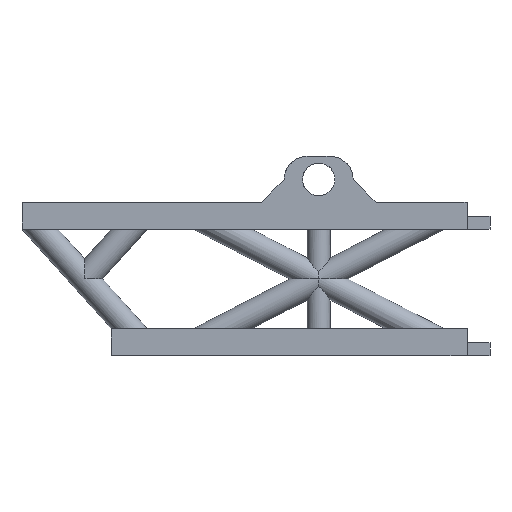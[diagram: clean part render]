
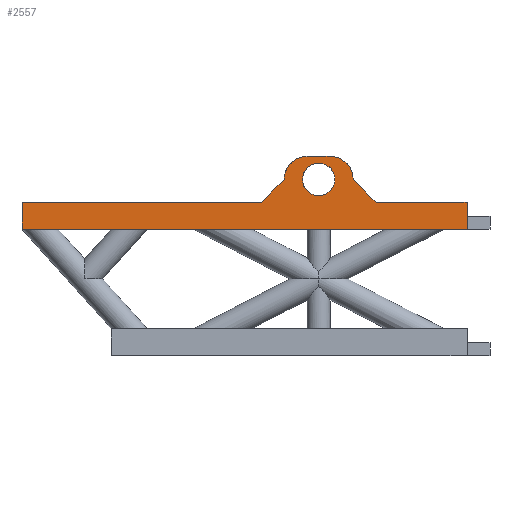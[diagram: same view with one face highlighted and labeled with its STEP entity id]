
A CAD part, left-side view. The second image highlights one B-rep face of the part: STEP entity #2557.
In plain terms, the highlighted planar face has unit normal (-1, 0, 0).
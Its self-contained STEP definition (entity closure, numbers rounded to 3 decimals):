
#197=FACE_BOUND('',#415,.T.);
#217=CIRCLE('',#2715,6.);
#220=CIRCLE('',#2727,6.);
#221=CIRCLE('',#2728,4.25);
#275=FACE_OUTER_BOUND('',#414,.T.);
#414=EDGE_LOOP('',(#1766,#1767,#1768,#1769,#1770,#1771,#1772,#1773,#1774,
#1775,#1776,#1777,#1778,#1779));
#415=EDGE_LOOP('',(#1780));
#579=LINE('',#3825,#809);
#595=LINE('',#3874,#825);
#597=LINE('',#3878,#827);
#599=LINE('',#3884,#829);
#601=LINE('',#3888,#831);
#602=LINE('',#3890,#832);
#603=LINE('',#3892,#833);
#604=LINE('',#3894,#834);
#605=LINE('',#3896,#835);
#606=LINE('',#3898,#836);
#607=LINE('',#3899,#837);
#608=LINE('',#3900,#838);
#809=VECTOR('',#3054,10.);
#825=VECTOR('',#3092,10.);
#827=VECTOR('',#3096,10.);
#829=VECTOR('',#3102,10.);
#831=VECTOR('',#3106,10.);
#832=VECTOR('',#3107,10.);
#833=VECTOR('',#3108,10.);
#834=VECTOR('',#3109,10.);
#835=VECTOR('',#3110,10.);
#836=VECTOR('',#3111,10.);
#837=VECTOR('',#3112,10.);
#838=VECTOR('',#3113,10.);
#1033=VERTEX_POINT('',#3822);
#1034=VERTEX_POINT('',#3824);
#1040=VERTEX_POINT('',#3842);
#1041=VERTEX_POINT('',#3844);
#1051=VERTEX_POINT('',#3871);
#1052=VERTEX_POINT('',#3873);
#1053=VERTEX_POINT('',#3877);
#1055=VERTEX_POINT('',#3883);
#1056=VERTEX_POINT('',#3887);
#1057=VERTEX_POINT('',#3889);
#1058=VERTEX_POINT('',#3891);
#1059=VERTEX_POINT('',#3893);
#1060=VERTEX_POINT('',#3895);
#1061=VERTEX_POINT('',#3897);
#1062=VERTEX_POINT('',#3902);
#1297=EDGE_CURVE('',#1034,#1033,#579,.T.);
#1305=EDGE_CURVE('',#1040,#1041,#217,.T.);
#1320=EDGE_CURVE('',#1051,#1052,#595,.T.);
#1322=EDGE_CURVE('',#1053,#1040,#597,.T.);
#1325=EDGE_CURVE('',#1055,#1041,#599,.T.);
#1327=EDGE_CURVE('',#1053,#1056,#601,.T.);
#1328=EDGE_CURVE('',#1057,#1056,#602,.T.);
#1329=EDGE_CURVE('',#1058,#1057,#603,.T.);
#1330=EDGE_CURVE('',#1059,#1058,#604,.T.);
#1331=EDGE_CURVE('',#1060,#1059,#605,.T.);
#1332=EDGE_CURVE('',#1061,#1060,#606,.T.);
#1333=EDGE_CURVE('',#1034,#1061,#607,.T.);
#1334=EDGE_CURVE('',#1033,#1052,#608,.T.);
#1335=EDGE_CURVE('',#1055,#1051,#220,.T.);
#1336=EDGE_CURVE('',#1062,#1062,#221,.T.);
#1766=ORIENTED_EDGE('',*,*,#1305,.F.);
#1767=ORIENTED_EDGE('',*,*,#1322,.F.);
#1768=ORIENTED_EDGE('',*,*,#1327,.T.);
#1769=ORIENTED_EDGE('',*,*,#1328,.F.);
#1770=ORIENTED_EDGE('',*,*,#1329,.F.);
#1771=ORIENTED_EDGE('',*,*,#1330,.F.);
#1772=ORIENTED_EDGE('',*,*,#1331,.F.);
#1773=ORIENTED_EDGE('',*,*,#1332,.F.);
#1774=ORIENTED_EDGE('',*,*,#1333,.F.);
#1775=ORIENTED_EDGE('',*,*,#1297,.T.);
#1776=ORIENTED_EDGE('',*,*,#1334,.T.);
#1777=ORIENTED_EDGE('',*,*,#1320,.F.);
#1778=ORIENTED_EDGE('',*,*,#1335,.F.);
#1779=ORIENTED_EDGE('',*,*,#1325,.T.);
#1780=ORIENTED_EDGE('',*,*,#1336,.T.);
#2463=PLANE('',#2726);
#2557=ADVANCED_FACE('',(#275,#197),#2463,.T.);
#2715=AXIS2_PLACEMENT_3D('',#3845,#3066,#3067);
#2726=AXIS2_PLACEMENT_3D('',#3886,#3104,#3105);
#2727=AXIS2_PLACEMENT_3D('',#3901,#3114,#3115);
#2728=AXIS2_PLACEMENT_3D('',#3903,#3116,#3117);
#3054=DIRECTION('',(0.,0.,1.));
#3066=DIRECTION('center_axis',(1.,0.,0.));
#3067=DIRECTION('ref_axis',(0.,0.707,0.707));
#3092=DIRECTION('',(0.,-0.707,-0.707));
#3096=DIRECTION('',(0.,-0.707,0.707));
#3102=DIRECTION('',(0.,1.,0.));
#3104=DIRECTION('center_axis',(-1.,0.,0.));
#3105=DIRECTION('ref_axis',(0.,0.,1.));
#3106=DIRECTION('',(0.,1.,0.));
#3107=DIRECTION('',(0.,0.,1.));
#3108=DIRECTION('',(0.,1.,0.));
#3109=DIRECTION('',(0.,1.,0.));
#3110=DIRECTION('',(0.,1.,0.));
#3111=DIRECTION('',(0.,1.,0.));
#3112=DIRECTION('',(0.,1.,0.));
#3113=DIRECTION('',(0.,1.,0.));
#3114=DIRECTION('center_axis',(1.,0.,0.));
#3115=DIRECTION('ref_axis',(0.,-0.707,0.707));
#3116=DIRECTION('center_axis',(1.,0.,0.));
#3117=DIRECTION('ref_axis',(0.,-1.,0.));
#3822=CARTESIAN_POINT('',(0.,0.,40.));
#3824=CARTESIAN_POINT('',(0.,0.,33.));
#3825=CARTESIAN_POINT('',(0.,0.,33.));
#3842=CARTESIAN_POINT('',(0.,47.75,46.));
#3844=CARTESIAN_POINT('',(0.,41.75,52.));
#3845=CARTESIAN_POINT('Origin',(0.,41.75,46.));
#3871=CARTESIAN_POINT('',(0.,29.75,46.));
#3873=CARTESIAN_POINT('',(0.,23.75,40.));
#3874=CARTESIAN_POINT('',(0.,17.563,33.812));
#3877=CARTESIAN_POINT('',(0.,53.75,40.));
#3878=CARTESIAN_POINT('',(0.,40.563,53.188));
#3883=CARTESIAN_POINT('',(0.,35.75,52.));
#3884=CARTESIAN_POINT('',(0.,29.75,52.));
#3886=CARTESIAN_POINT('Origin',(0.,0.,33.));
#3887=CARTESIAN_POINT('',(0.,116.25,40.));
#3888=CARTESIAN_POINT('',(0.,0.,40.));
#3889=CARTESIAN_POINT('',(0.,116.25,33.));
#3890=CARTESIAN_POINT('',(0.,116.25,33.));
#3891=CARTESIAN_POINT('',(0.,111.546,33.));
#3892=CARTESIAN_POINT('',(0.,0.,33.));
#3893=CARTESIAN_POINT('',(0.,88.204,33.));
#3894=CARTESIAN_POINT('',(0.,0.,33.));
#3895=CARTESIAN_POINT('',(0.,63.882,33.));
#3896=CARTESIAN_POINT('',(0.,0.,33.));
#3897=CARTESIAN_POINT('',(0.,13.618,33.));
#3898=CARTESIAN_POINT('',(0.,0.,33.));
#3899=CARTESIAN_POINT('',(0.,0.,33.));
#3900=CARTESIAN_POINT('',(0.,0.,40.));
#3901=CARTESIAN_POINT('Origin',(0.,35.75,46.));
#3902=CARTESIAN_POINT('',(0.,43.,46.));
#3903=CARTESIAN_POINT('Origin',(0.,38.75,46.));
